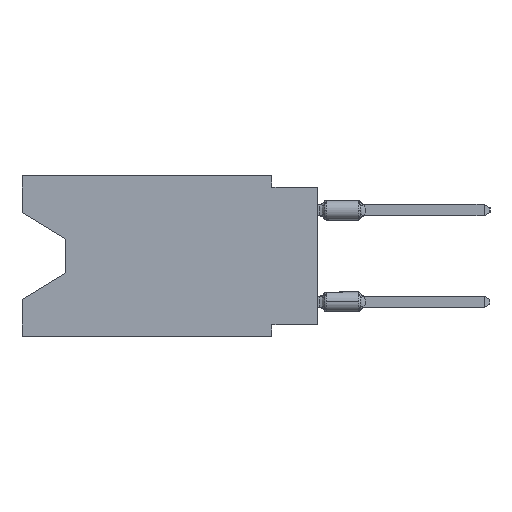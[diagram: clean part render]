
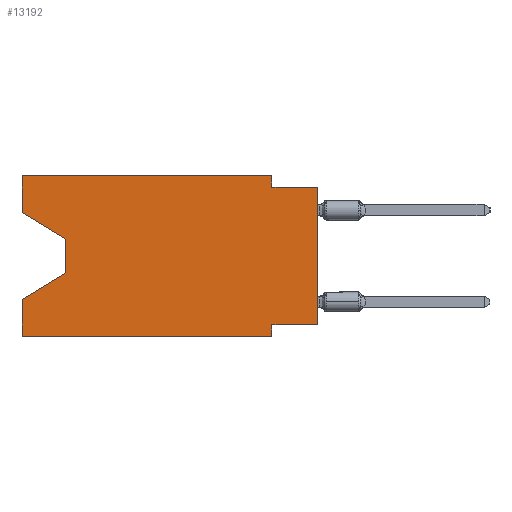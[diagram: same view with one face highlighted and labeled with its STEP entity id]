
A CAD part, left-side view. The second image highlights one B-rep face of the part: STEP entity #13192.
In plain terms, the highlighted planar face has unit normal (-1, 0, 0).
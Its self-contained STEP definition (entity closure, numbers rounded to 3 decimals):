
#476 = DIRECTION ( 'NONE',  ( 0., 0., 1. ) ) ;
#875 = VECTOR ( 'NONE', #24276, 1000. ) ;
#1200 = CARTESIAN_POINT ( 'NONE',  ( 0., 16.383, -2.038 ) ) ;
#1734 = ORIENTED_EDGE ( 'NONE', *, *, #35316, .F. ) ;
#1993 = CARTESIAN_POINT ( 'NONE',  ( 0., 13.97, -3.505 ) ) ;
#2878 = EDGE_CURVE ( 'NONE', #22462, #30299, #15682, .T. ) ;
#2960 = CARTESIAN_POINT ( 'NONE',  ( 0., 2.54, 0. ) ) ;
#3262 = VERTEX_POINT ( 'NONE', #9157 ) ;
#3310 = EDGE_CURVE ( 'NONE', #33689, #33722, #6006, .T. ) ;
#3419 = CARTESIAN_POINT ( 'NONE',  ( 0., 0., -0.635 ) ) ;
#3446 = CARTESIAN_POINT ( 'NONE',  ( 0., 16.383, 0. ) ) ;
#5359 = CARTESIAN_POINT ( 'NONE',  ( 0., 16.383, 0. ) ) ;
#5479 = CARTESIAN_POINT ( 'NONE',  ( 0., 2.54, -8.89 ) ) ;
#5774 = CARTESIAN_POINT ( 'NONE',  ( 0., 0., -8.255 ) ) ;
#5869 = CARTESIAN_POINT ( 'NONE',  ( 0., 13.97, -5.385 ) ) ;
#6006 = LINE ( 'NONE', #3446, #34231 ) ;
#6307 = CARTESIAN_POINT ( 'NONE',  ( 0., 16.383, -2.038 ) ) ;
#6655 = VECTOR ( 'NONE', #35608, 1000. ) ;
#7689 = DIRECTION ( 'NONE',  ( 0., 0., -1. ) ) ;
#7952 = ORIENTED_EDGE ( 'NONE', *, *, #16511, .F. ) ;
#8067 = VERTEX_POINT ( 'NONE', #35978 ) ;
#8186 = VECTOR ( 'NONE', #24093, 1000. ) ;
#8947 = CARTESIAN_POINT ( 'NONE',  ( 0., 16.383, 0. ) ) ;
#9157 = CARTESIAN_POINT ( 'NONE',  ( 0., 16.383, 0. ) ) ;
#10654 = LINE ( 'NONE', #1993, #18737 ) ;
#10666 = VERTEX_POINT ( 'NONE', #36304 ) ;
#10796 = EDGE_CURVE ( 'NONE', #31131, #3262, #32907, .T. ) ;
#11594 = VECTOR ( 'NONE', #12532, 1000. ) ;
#12076 = LINE ( 'NONE', #3419, #8186 ) ;
#12415 = LINE ( 'NONE', #36235, #32948 ) ;
#12532 = DIRECTION ( 'NONE',  ( 0., 0., 1. ) ) ;
#12646 = CARTESIAN_POINT ( 'NONE',  ( 0., 2.54, 0. ) ) ;
#13192 = ADVANCED_FACE ( 'NONE', ( #15451 ), #36311, .F. ) ;
#13325 = ORIENTED_EDGE ( 'NONE', *, *, #14658, .T. ) ;
#14406 = CARTESIAN_POINT ( 'NONE',  ( 0., 16.383, -8.89 ) ) ;
#14658 = EDGE_CURVE ( 'NONE', #31131, #8067, #24240, .T. ) ;
#14727 = EDGE_CURVE ( 'NONE', #33689, #30011, #12415, .T. ) ;
#14974 = DIRECTION ( 'NONE',  ( 0., 0., -1. ) ) ;
#15135 = ORIENTED_EDGE ( 'NONE', *, *, #14727, .T. ) ;
#15212 = LINE ( 'NONE', #27231, #875 ) ;
#15451 = FACE_OUTER_BOUND ( 'NONE', #34886, .T. ) ;
#15682 = LINE ( 'NONE', #18269, #11594 ) ;
#16511 = EDGE_CURVE ( 'NONE', #3262, #30404, #15212, .T. ) ;
#17183 = VECTOR ( 'NONE', #17420, 1000. ) ;
#17420 = DIRECTION ( 'NONE',  ( 0., 1., 0. ) ) ;
#18269 = CARTESIAN_POINT ( 'NONE',  ( 0., 0., 0. ) ) ;
#18604 = DIRECTION ( 'NONE',  ( 1., 0., 0. ) ) ;
#18737 = VECTOR ( 'NONE', #7689, 1000. ) ;
#19265 = EDGE_CURVE ( 'NONE', #22462, #22476, #37121, .T. ) ;
#20382 = ORIENTED_EDGE ( 'NONE', *, *, #3310, .F. ) ;
#20866 = LINE ( 'NONE', #2960, #28347 ) ;
#22273 = VECTOR ( 'NONE', #23680, 1000. ) ;
#22318 = CARTESIAN_POINT ( 'NONE',  ( 0., 2.54, -8.255 ) ) ;
#22462 = VERTEX_POINT ( 'NONE', #30813 ) ;
#22476 = VERTEX_POINT ( 'NONE', #22318 ) ;
#22948 = ORIENTED_EDGE ( 'NONE', *, *, #34670, .F. ) ;
#23619 = LINE ( 'NONE', #5869, #6655 ) ;
#23680 = DIRECTION ( 'NONE',  ( 0., 0., 1. ) ) ;
#24093 = DIRECTION ( 'NONE',  ( 0., -1., 0. ) ) ;
#24224 = ORIENTED_EDGE ( 'NONE', *, *, #28916, .T. ) ;
#24240 = LINE ( 'NONE', #6307, #35425 ) ;
#24276 = DIRECTION ( 'NONE',  ( 0., -1., 0. ) ) ;
#24566 = ORIENTED_EDGE ( 'NONE', *, *, #30613, .T. ) ;
#24814 = DIRECTION ( 'NONE',  ( 0., -1., 0. ) ) ;
#26327 = ORIENTED_EDGE ( 'NONE', *, *, #30538, .F. ) ;
#27231 = CARTESIAN_POINT ( 'NONE',  ( 0., 16.383, 0. ) ) ;
#27790 = CARTESIAN_POINT ( 'NONE',  ( 0., 2.54, -0.635 ) ) ;
#28347 = VECTOR ( 'NONE', #14974, 1000. ) ;
#28916 = EDGE_CURVE ( 'NONE', #10666, #33722, #23619, .T. ) ;
#29178 = LINE ( 'NONE', #35248, #37530 ) ;
#29265 = ORIENTED_EDGE ( 'NONE', *, *, #2878, .T. ) ;
#30011 = VERTEX_POINT ( 'NONE', #5479 ) ;
#30299 = VERTEX_POINT ( 'NONE', #30388 ) ;
#30388 = CARTESIAN_POINT ( 'NONE',  ( 0., 0., -0.635 ) ) ;
#30404 = VERTEX_POINT ( 'NONE', #12646 ) ;
#30538 = EDGE_CURVE ( 'NONE', #22476, #30011, #29178, .T. ) ;
#30613 = EDGE_CURVE ( 'NONE', #8067, #10666, #10654, .T. ) ;
#30730 = DIRECTION ( 'NONE',  ( 0., -0.855, -0.519 ) ) ;
#30813 = CARTESIAN_POINT ( 'NONE',  ( 0., 0., -8.255 ) ) ;
#31131 = VERTEX_POINT ( 'NONE', #1200 ) ;
#31256 = AXIS2_PLACEMENT_3D ( 'NONE', #8947, #18604, #38865 ) ;
#31622 = VERTEX_POINT ( 'NONE', #27790 ) ;
#32907 = LINE ( 'NONE', #5359, #22273 ) ;
#32948 = VECTOR ( 'NONE', #24814, 1000. ) ;
#33689 = VERTEX_POINT ( 'NONE', #14406 ) ;
#33722 = VERTEX_POINT ( 'NONE', #37625 ) ;
#34231 = VECTOR ( 'NONE', #476, 1000. ) ;
#34670 = EDGE_CURVE ( 'NONE', #31622, #30299, #12076, .T. ) ;
#34859 = DIRECTION ( 'NONE',  ( 0., 0., -1. ) ) ;
#34886 = EDGE_LOOP ( 'NONE', ( #13325, #24566, #24224, #20382, #15135, #26327, #37893, #29265, #22948, #1734, #7952, #36308 ) ) ;
#35248 = CARTESIAN_POINT ( 'NONE',  ( 0., 2.54, -8.89 ) ) ;
#35316 = EDGE_CURVE ( 'NONE', #30404, #31622, #20866, .T. ) ;
#35425 = VECTOR ( 'NONE', #30730, 1000. ) ;
#35608 = DIRECTION ( 'NONE',  ( 0., 0.855, -0.519 ) ) ;
#35978 = CARTESIAN_POINT ( 'NONE',  ( 0., 13.97, -3.505 ) ) ;
#36235 = CARTESIAN_POINT ( 'NONE',  ( 0., 16.383, -8.89 ) ) ;
#36304 = CARTESIAN_POINT ( 'NONE',  ( 0., 13.97, -5.385 ) ) ;
#36308 = ORIENTED_EDGE ( 'NONE', *, *, #10796, .F. ) ;
#36311 = PLANE ( 'NONE',  #31256 ) ;
#37121 = LINE ( 'NONE', #5774, #17183 ) ;
#37530 = VECTOR ( 'NONE', #34859, 1000. ) ;
#37625 = CARTESIAN_POINT ( 'NONE',  ( 0., 16.383, -6.852 ) ) ;
#37893 = ORIENTED_EDGE ( 'NONE', *, *, #19265, .F. ) ;
#38865 = DIRECTION ( 'NONE',  ( 0., 0., -1. ) ) ;
